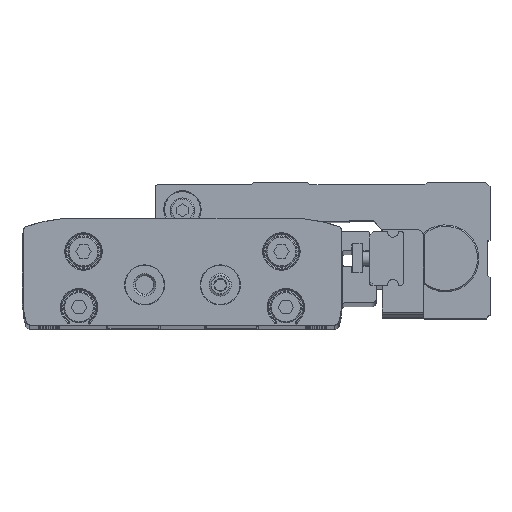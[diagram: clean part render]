
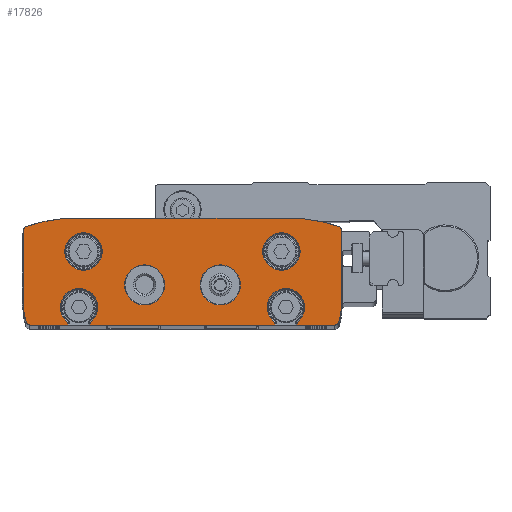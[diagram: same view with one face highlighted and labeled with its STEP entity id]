
A CAD part, top view. The second image highlights one B-rep face of the part: STEP entity #17826.
In plain terms, the highlighted planar face has unit normal (0, 0, 1).
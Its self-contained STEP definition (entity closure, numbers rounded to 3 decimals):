
#744=LINE('',#29363,#2271);
#748=LINE('',#29371,#2275);
#752=LINE('',#29387,#2279);
#830=LINE('',#29664,#2357);
#837=LINE('',#29682,#2364);
#838=LINE('',#29690,#2365);
#845=LINE('',#29708,#2372);
#846=LINE('',#29716,#2373);
#847=LINE('',#29722,#2374);
#848=LINE('',#29728,#2375);
#2271=VECTOR('',#23716,1000.);
#2275=VECTOR('',#23720,1000.);
#2279=VECTOR('',#23732,1000.);
#2357=VECTOR('',#23934,1000.);
#2364=VECTOR('',#23947,1000.);
#2365=VECTOR('',#23950,1000.);
#2372=VECTOR('',#23963,1000.);
#2373=VECTOR('',#23974,1000.);
#2374=VECTOR('',#23979,1000.);
#2375=VECTOR('',#23984,1000.);
#3997=ORIENTED_EDGE('',*,*,#8946,.F.);
#3998=ORIENTED_EDGE('',*,*,#8935,.T.);
#3999=ORIENTED_EDGE('',*,*,#8799,.T.);
#4000=ORIENTED_EDGE('',*,*,#8937,.F.);
#4001=ORIENTED_EDGE('',*,*,#8947,.F.);
#4002=ORIENTED_EDGE('',*,*,#8945,.T.);
#4003=ORIENTED_EDGE('',*,*,#8791,.T.);
#4004=ORIENTED_EDGE('',*,*,#8948,.T.);
#4005=ORIENTED_EDGE('',*,*,#8949,.T.);
#4006=ORIENTED_EDGE('',*,*,#8950,.T.);
#4007=ORIENTED_EDGE('',*,*,#8951,.T.);
#4008=ORIENTED_EDGE('',*,*,#8952,.T.);
#4009=ORIENTED_EDGE('',*,*,#8953,.T.);
#4010=ORIENTED_EDGE('',*,*,#8954,.T.);
#4011=ORIENTED_EDGE('',*,*,#8955,.T.);
#4012=ORIENTED_EDGE('',*,*,#8956,.T.);
#4013=ORIENTED_EDGE('',*,*,#8957,.T.);
#4014=ORIENTED_EDGE('',*,*,#8958,.T.);
#4015=ORIENTED_EDGE('',*,*,#8787,.T.);
#4016=ORIENTED_EDGE('',*,*,#8927,.F.);
#4017=ORIENTED_EDGE('',*,*,#8959,.F.);
#4018=ORIENTED_EDGE('',*,*,#8960,.F.);
#4019=ORIENTED_EDGE('',*,*,#8961,.F.);
#4020=ORIENTED_EDGE('',*,*,#8962,.F.);
#8787=EDGE_CURVE('',#11278,#11277,#744,.T.);
#8791=EDGE_CURVE('',#11282,#11281,#748,.T.);
#8799=EDGE_CURVE('',#11290,#11289,#752,.T.);
#8927=EDGE_CURVE('',#11405,#11277,#830,.T.);
#8935=EDGE_CURVE('',#11410,#11290,#837,.T.);
#8937=EDGE_CURVE('',#11411,#11289,#838,.T.);
#8945=EDGE_CURVE('',#11416,#11282,#845,.T.);
#8946=EDGE_CURVE('',#11410,#11405,#13118,.T.);
#8947=EDGE_CURVE('',#11416,#11411,#13119,.T.);
#8948=EDGE_CURVE('',#11281,#11417,#13120,.T.);
#8949=EDGE_CURVE('',#11417,#11418,#13121,.T.);
#8950=EDGE_CURVE('',#11418,#11419,#846,.T.);
#8951=EDGE_CURVE('',#11419,#11420,#13122,.T.);
#8952=EDGE_CURVE('',#11420,#11421,#13123,.T.);
#8953=EDGE_CURVE('',#11421,#11422,#847,.T.);
#8954=EDGE_CURVE('',#11422,#11423,#13124,.T.);
#8955=EDGE_CURVE('',#11423,#11424,#13125,.T.);
#8956=EDGE_CURVE('',#11424,#11425,#848,.T.);
#8957=EDGE_CURVE('',#11425,#11426,#13126,.T.);
#8958=EDGE_CURVE('',#11426,#11278,#13127,.T.);
#8959=EDGE_CURVE('',#11427,#11427,#13128,.T.);
#8960=EDGE_CURVE('',#11428,#11428,#13129,.T.);
#8961=EDGE_CURVE('',#11429,#11429,#13130,.T.);
#8962=EDGE_CURVE('',#11430,#11430,#13131,.T.);
#11277=VERTEX_POINT('',#29362);
#11278=VERTEX_POINT('',#29364);
#11281=VERTEX_POINT('',#29370);
#11282=VERTEX_POINT('',#29372);
#11289=VERTEX_POINT('',#29386);
#11290=VERTEX_POINT('',#29388);
#11405=VERTEX_POINT('',#29662);
#11410=VERTEX_POINT('',#29681);
#11411=VERTEX_POINT('',#29688);
#11416=VERTEX_POINT('',#29707);
#11417=VERTEX_POINT('',#29713);
#11418=VERTEX_POINT('',#29715);
#11419=VERTEX_POINT('',#29717);
#11420=VERTEX_POINT('',#29719);
#11421=VERTEX_POINT('',#29721);
#11422=VERTEX_POINT('',#29723);
#11423=VERTEX_POINT('',#29725);
#11424=VERTEX_POINT('',#29727);
#11425=VERTEX_POINT('',#29729);
#11426=VERTEX_POINT('',#29731);
#11427=VERTEX_POINT('',#29734);
#11428=VERTEX_POINT('',#29736);
#11429=VERTEX_POINT('',#29738);
#11430=VERTEX_POINT('',#29740);
#13118=CIRCLE('',#21716,4.2);
#13119=CIRCLE('',#21717,4.2);
#13120=CIRCLE('',#21718,1.);
#13121=CIRCLE('',#21719,15.);
#13122=CIRCLE('',#21720,1.);
#13123=CIRCLE('',#21721,35.);
#13124=CIRCLE('',#21722,35.);
#13125=CIRCLE('',#21723,1.);
#13126=CIRCLE('',#21724,15.);
#13127=CIRCLE('',#21725,1.);
#13128=CIRCLE('',#21726,4.2);
#13129=CIRCLE('',#21727,4.2);
#13130=CIRCLE('',#21728,4.5);
#13131=CIRCLE('',#21729,4.5);
#13994=EDGE_LOOP('',(#3997,#3998,#3999,#4000,#4001,#4002,#4003,#4004,#4005,
#4006,#4007,#4008,#4009,#4010,#4011,#4012,#4013,#4014,#4015,#4016));
#13995=EDGE_LOOP('',(#4017));
#13996=EDGE_LOOP('',(#4018));
#13997=EDGE_LOOP('',(#4019));
#13998=EDGE_LOOP('',(#4020));
#15627=FACE_BOUND('',#13994,.T.);
#15628=FACE_BOUND('',#13995,.T.);
#15629=FACE_BOUND('',#13996,.T.);
#15630=FACE_BOUND('',#13997,.T.);
#15631=FACE_BOUND('',#13998,.T.);
#17252=PLANE('',#21715);
#17826=ADVANCED_FACE('',(#15627,#15628,#15629,#15630,#15631),#17252,.T.);
#21715=AXIS2_PLACEMENT_3D('',#29709,#23964,#23965);
#21716=AXIS2_PLACEMENT_3D('',#29710,#23966,#23967);
#21717=AXIS2_PLACEMENT_3D('',#29711,#23968,#23969);
#21718=AXIS2_PLACEMENT_3D('',#29712,#23970,#23971);
#21719=AXIS2_PLACEMENT_3D('',#29714,#23972,#23973);
#21720=AXIS2_PLACEMENT_3D('',#29718,#23975,#23976);
#21721=AXIS2_PLACEMENT_3D('',#29720,#23977,#23978);
#21722=AXIS2_PLACEMENT_3D('',#29724,#23980,#23981);
#21723=AXIS2_PLACEMENT_3D('',#29726,#23982,#23983);
#21724=AXIS2_PLACEMENT_3D('',#29730,#23985,#23986);
#21725=AXIS2_PLACEMENT_3D('',#29732,#23987,#23988);
#21726=AXIS2_PLACEMENT_3D('',#29733,#23989,#23990);
#21727=AXIS2_PLACEMENT_3D('',#29735,#23991,#23992);
#21728=AXIS2_PLACEMENT_3D('',#29737,#23993,#23994);
#21729=AXIS2_PLACEMENT_3D('',#29739,#23995,#23996);
#23716=DIRECTION('',(1.,0.,0.));
#23720=DIRECTION('',(1.,0.,0.));
#23732=DIRECTION('',(1.,0.,0.));
#23934=DIRECTION('',(0.,-1.,0.));
#23947=DIRECTION('',(0.,-1.,0.));
#23950=DIRECTION('',(0.,-1.,0.));
#23963=DIRECTION('',(0.,-1.,0.));
#23964=DIRECTION('',(0.,0.,1.));
#23965=DIRECTION('',(1.,0.,0.));
#23966=DIRECTION('',(0.,0.,1.));
#23967=DIRECTION('',(1.,0.,0.));
#23968=DIRECTION('',(0.,0.,1.));
#23969=DIRECTION('',(1.,0.,0.));
#23970=DIRECTION('',(0.,0.,1.));
#23971=DIRECTION('',(1.,0.,0.));
#23972=DIRECTION('',(0.,0.,1.));
#23973=DIRECTION('',(1.,0.,0.));
#23974=DIRECTION('',(0.,1.,0.));
#23975=DIRECTION('',(0.,0.,1.));
#23976=DIRECTION('',(1.,0.,0.));
#23977=DIRECTION('',(0.,0.,1.));
#23978=DIRECTION('',(1.,0.,0.));
#23979=DIRECTION('',(-1.,0.,0.));
#23980=DIRECTION('',(0.,0.,1.));
#23981=DIRECTION('',(1.,0.,0.));
#23982=DIRECTION('',(0.,0.,1.));
#23983=DIRECTION('',(1.,0.,0.));
#23984=DIRECTION('',(0.,-1.,0.));
#23985=DIRECTION('',(0.,0.,1.));
#23986=DIRECTION('',(1.,0.,0.));
#23987=DIRECTION('',(0.,0.,1.));
#23988=DIRECTION('',(1.,0.,0.));
#23989=DIRECTION('',(0.,0.,1.));
#23990=DIRECTION('',(1.,0.,0.));
#23991=DIRECTION('',(0.,0.,1.));
#23992=DIRECTION('',(1.,0.,0.));
#23993=DIRECTION('',(0.,0.,1.));
#23994=DIRECTION('',(1.,0.,0.));
#23995=DIRECTION('',(0.,0.,1.));
#23996=DIRECTION('',(1.,0.,0.));
#29362=CARTESIAN_POINT('',(-25.7,0.,280.));
#29363=CARTESIAN_POINT('',(-34.116,0.,280.));
#29364=CARTESIAN_POINT('',(-34.116,0.,280.));
#29370=CARTESIAN_POINT('',(34.116,0.,280.));
#29371=CARTESIAN_POINT('',(-34.116,0.,280.));
#29372=CARTESIAN_POINT('',(25.7,0.,280.));
#29386=CARTESIAN_POINT('',(20.7,0.,280.));
#29387=CARTESIAN_POINT('',(-34.116,0.,280.));
#29388=CARTESIAN_POINT('',(-20.7,0.,280.));
#29662=CARTESIAN_POINT('',(-25.7,0.625,280.));
#29664=CARTESIAN_POINT('',(-25.7,4.,280.));
#29681=CARTESIAN_POINT('',(-20.7,0.625,280.));
#29682=CARTESIAN_POINT('',(-20.7,4.,280.));
#29688=CARTESIAN_POINT('',(20.7,0.625,280.));
#29690=CARTESIAN_POINT('',(20.7,4.,280.));
#29707=CARTESIAN_POINT('',(25.7,0.625,280.));
#29708=CARTESIAN_POINT('',(25.7,4.,280.));
#29709=CARTESIAN_POINT('',(-20.7,5.,280.));
#29710=CARTESIAN_POINT('',(-23.2,4.,280.));
#29711=CARTESIAN_POINT('',(23.2,4.,280.));
#29712=CARTESIAN_POINT('',(34.116,1.,280.));
#29713=CARTESIAN_POINT('',(35.075,0.714,280.));
#29714=CARTESIAN_POINT('',(20.7,5.,280.));
#29715=CARTESIAN_POINT('',(35.7,5.,280.));
#29716=CARTESIAN_POINT('',(35.7,5.,280.));
#29717=CARTESIAN_POINT('',(35.7,21.171,280.));
#29718=CARTESIAN_POINT('',(34.7,21.171,280.));
#29719=CARTESIAN_POINT('',(35.024,22.118,280.));
#29720=CARTESIAN_POINT('',(23.7,-11.,280.));
#29721=CARTESIAN_POINT('',(23.7,24.,280.));
#29722=CARTESIAN_POINT('',(23.7,24.,280.));
#29723=CARTESIAN_POINT('',(-23.7,24.,280.));
#29724=CARTESIAN_POINT('',(-23.7,-11.,280.));
#29725=CARTESIAN_POINT('',(-35.024,22.118,280.));
#29726=CARTESIAN_POINT('',(-34.7,21.171,280.));
#29727=CARTESIAN_POINT('',(-35.7,21.171,280.));
#29728=CARTESIAN_POINT('',(-35.7,21.171,280.));
#29729=CARTESIAN_POINT('',(-35.7,5.,280.));
#29730=CARTESIAN_POINT('',(-20.7,5.,280.));
#29731=CARTESIAN_POINT('',(-35.075,0.714,280.));
#29732=CARTESIAN_POINT('',(-34.116,1.,280.));
#29733=CARTESIAN_POINT('',(-22.2,16.5,280.));
#29734=CARTESIAN_POINT('',(-18.,16.5,280.));
#29735=CARTESIAN_POINT('',(22.2,16.5,280.));
#29736=CARTESIAN_POINT('',(26.4,16.5,280.));
#29737=CARTESIAN_POINT('',(-8.5,9.,280.));
#29738=CARTESIAN_POINT('',(-4.,9.,280.));
#29739=CARTESIAN_POINT('',(8.5,9.,280.));
#29740=CARTESIAN_POINT('',(13.,9.,280.));
